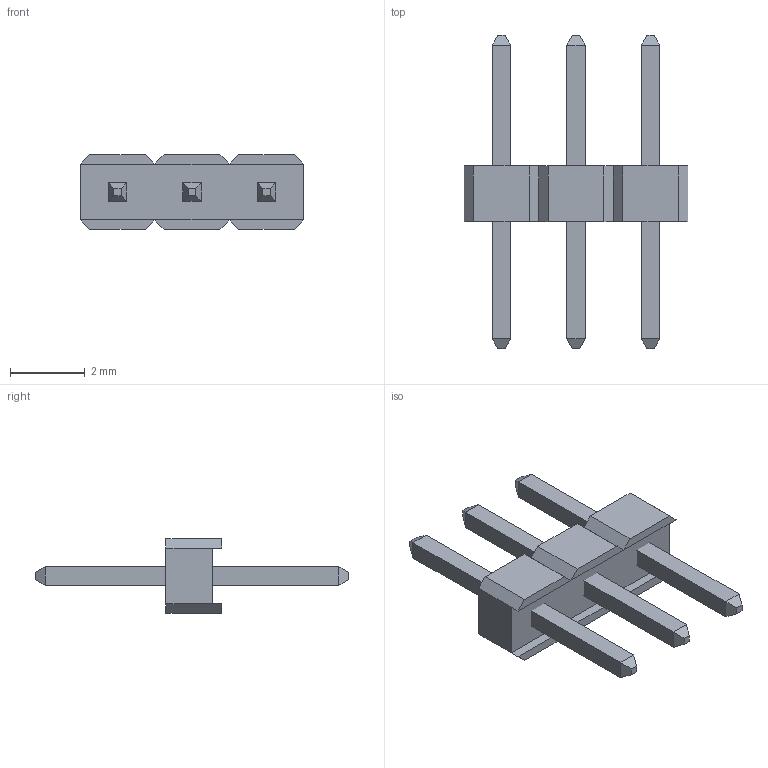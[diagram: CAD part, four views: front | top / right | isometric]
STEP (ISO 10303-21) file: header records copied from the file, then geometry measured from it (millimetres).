
FILE_DESCRIPTION(('STEP AP214'),'1');
FILE_NAME(' ',' ',('TraceParts'),('TraceParts S.A.'),'XStep 1.0',' ',' ');
FILE_SCHEMA(('automotive_design'));
Length unit declared in the file: millimetre
Products named in the file (4): M22-201_ASM|Next assembly relationship;M22-201-MOULD; M22-201_ASM|Next assembly relationship;M22-201-PIN
Bounding box: 6 x 8.4 x 2 mm (x, y, z)
Volume: 20.6 mm3; surface area: 105.2 mm2
Topology: 4 solids, 4 shells, 88 faces, 204 edges, 124 vertices
Faces by surface type: bspline 88
Entity records: 4849 total; most frequent: CARTESIAN_POINT 684, STYLED_ITEM 420, PRESENTATION_STYLE_ASSIGNMENT 420, COLOUR_RGB 420, ORIENTED_EDGE 408, DIRECTION 212, EDGE_CURVE 204, CURVE_STYLE 204
